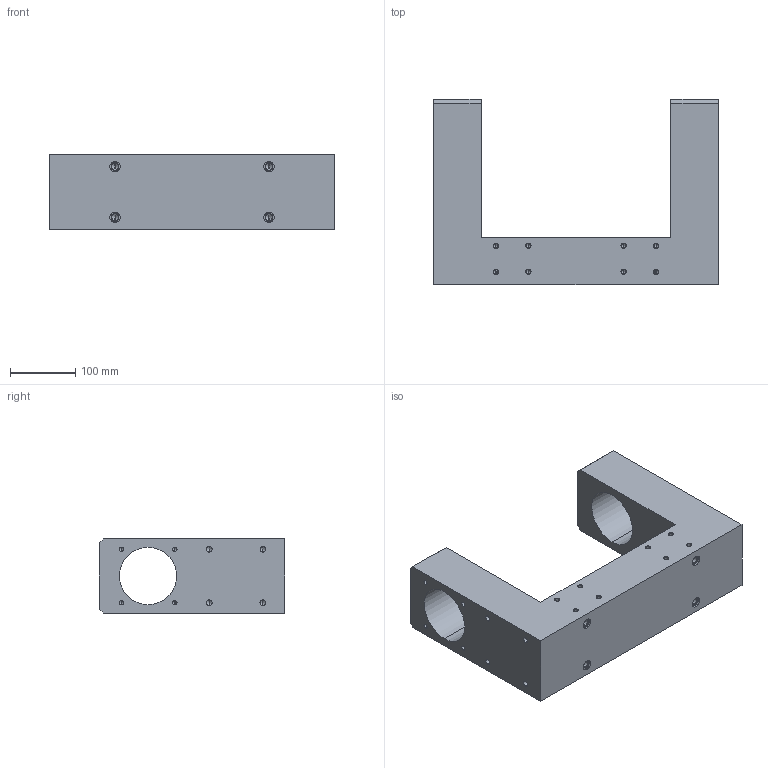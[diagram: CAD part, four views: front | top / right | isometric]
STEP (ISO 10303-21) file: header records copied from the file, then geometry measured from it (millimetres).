
FILE_DESCRIPTION (( 'STEP AP214' ), '1' );
FILE_NAME ('GMW5403_Frame.STEP', '2024-10-10T12:34:53', ( '' ), ( '' ), 'SwSTEP 2.0', 'SolidWorks 2022', '' );
FILE_SCHEMA (( 'AUTOMOTIVE_DESIGN' ));
Length unit declared in the file: millimetre
Products named in the file (1): GMW5403_Frame
Bounding box: 436 x 284 x 113.8 mm (x, y, z)
Volume: 6148628.2 mm3; surface area: 371638.7 mm2
Topology: 1 solids, 1 shells, 262 faces, 638 edges, 336 vertices
Faces by surface type: cone 144, cylinder 100, plane 18
Entity records: 8118 total; most frequent: CARTESIAN_POINT 1469, DIRECTION 1314, ORIENTED_EDGE 1108, EDGE_CURVE 554, AXIS2_PLACEMENT_3D 517, VERTEX_POINT 336, EDGE_LOOP 316, VECTOR 280
